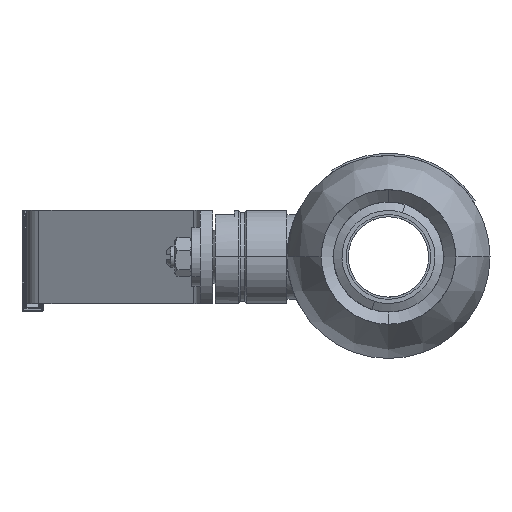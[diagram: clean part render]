
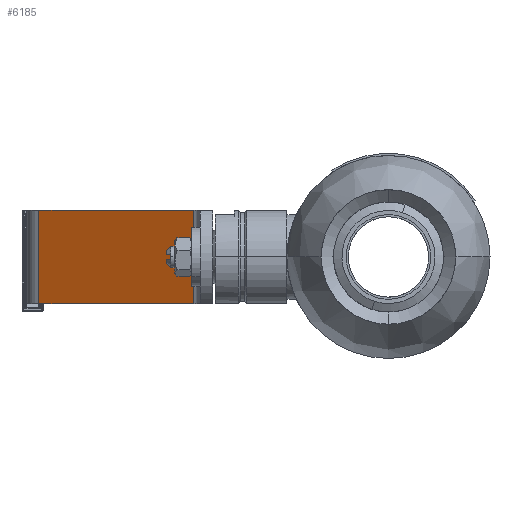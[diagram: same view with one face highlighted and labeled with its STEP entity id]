
A CAD part, left-side view. The second image highlights one B-rep face of the part: STEP entity #6185.
In plain terms, the highlighted planar face has unit normal (-0.866, 0.5, 0).
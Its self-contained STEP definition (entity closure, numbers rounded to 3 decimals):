
#6061=CARTESIAN_POINT('',(18.634,22.,-11.));
#6062=VERTEX_POINT('',#6061);
#6070=CARTESIAN_POINT('',(39.786,58.636,-11.));
#6071=VERTEX_POINT('',#6070);
#6072=CARTESIAN_POINT('',(18.634,22.,-11.));
#6073=DIRECTION('',(0.5,0.866,0.));
#6074=VECTOR('',#6073,42.304);
#6075=LINE('',#6072,#6074);
#6076=EDGE_CURVE('',#6062,#6071,#6075,.T.);
#6097=CARTESIAN_POINT('',(39.786,58.636,11.));
#6098=VERTEX_POINT('',#6097);
#6106=CARTESIAN_POINT('',(18.634,22.,11.));
#6107=VERTEX_POINT('',#6106);
#6108=CARTESIAN_POINT('',(39.786,58.636,11.));
#6109=DIRECTION('',(-0.5,-0.866,0.));
#6110=VECTOR('',#6109,42.304);
#6111=LINE('',#6108,#6110);
#6112=EDGE_CURVE('',#6098,#6107,#6111,.T.);
#6164=CARTESIAN_POINT('',(28.777,39.568,0.));
#6165=DIRECTION('',(-0.866,0.5,0.));
#6166=DIRECTION('',(0.5,0.866,0.));
#6167=AXIS2_PLACEMENT_3D('',#6164,#6165,#6166);
#6168=PLANE('',#6167);
#6169=CARTESIAN_POINT('',(39.786,58.636,11.));
#6170=DIRECTION('',(0.0,0.0,-1.0));
#6171=VECTOR('',#6170,22.0);
#6172=LINE('',#6169,#6171);
#6173=EDGE_CURVE('',#6098,#6071,#6172,.T.);
#6174=ORIENTED_EDGE('',*,*,#6173,.T.);
#6175=ORIENTED_EDGE('',*,*,#6076,.F.);
#6176=CARTESIAN_POINT('',(18.634,22.,-11.));
#6177=DIRECTION('',(0.0,0.0,1.0));
#6178=VECTOR('',#6177,22.0);
#6179=LINE('',#6176,#6178);
#6180=EDGE_CURVE('',#6062,#6107,#6179,.T.);
#6181=ORIENTED_EDGE('',*,*,#6180,.T.);
#6182=ORIENTED_EDGE('',*,*,#6112,.F.);
#6183=EDGE_LOOP('',(#6174,#6175,#6181,#6182));
#6184=FACE_OUTER_BOUND('',#6183,.T.);
#6185=ADVANCED_FACE('',(#6184),#6168,.T.);
